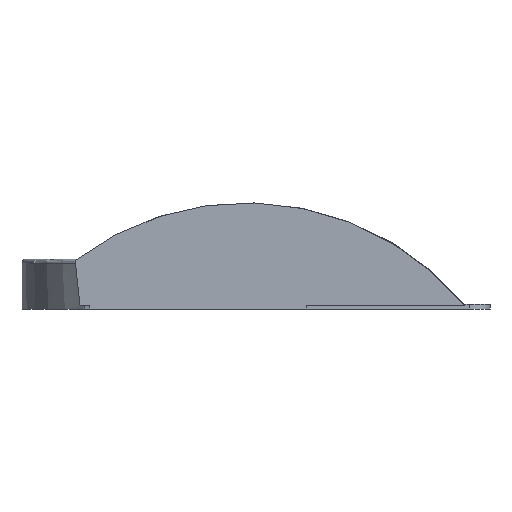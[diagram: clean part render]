
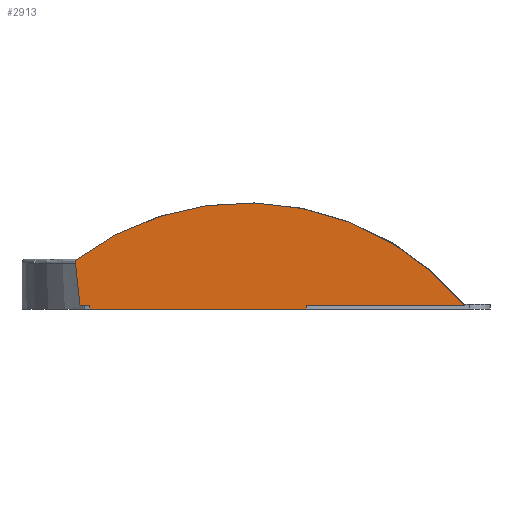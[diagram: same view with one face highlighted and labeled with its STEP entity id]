
A CAD part, left-side view. The second image highlights one B-rep face of the part: STEP entity #2913.
In plain terms, the highlighted planar face has unit normal (-1, 0, 0).
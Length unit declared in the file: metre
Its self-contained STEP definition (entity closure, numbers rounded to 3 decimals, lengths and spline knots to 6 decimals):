
#27=CIRCLE('',#3092,0.068091);
#150=ORIENTED_EDGE('',*,*,#959,.F.);
#151=ORIENTED_EDGE('',*,*,#973,.F.);
#152=ORIENTED_EDGE('',*,*,#1001,.T.);
#153=ORIENTED_EDGE('',*,*,#1002,.F.);
#154=ORIENTED_EDGE('',*,*,#1003,.F.);
#155=ORIENTED_EDGE('',*,*,#980,.T.);
#156=ORIENTED_EDGE('',*,*,#1004,.T.);
#959=EDGE_CURVE('',#1389,#1390,#1677,.T.);
#973=EDGE_CURVE('',#1401,#1389,#1688,.T.);
#980=EDGE_CURVE('',#1408,#1409,#1692,.T.);
#1001=EDGE_CURVE('',#1401,#1423,#27,.T.);
#1002=EDGE_CURVE('',#1424,#1423,#1705,.T.);
#1003=EDGE_CURVE('',#1408,#1424,#1706,.T.);
#1004=EDGE_CURVE('',#1409,#1390,#1707,.T.);
#1389=VERTEX_POINT('',#4084);
#1390=VERTEX_POINT('',#4086);
#1401=VERTEX_POINT('',#4113);
#1408=VERTEX_POINT('',#4130);
#1409=VERTEX_POINT('',#4131);
#1423=VERTEX_POINT('',#4193);
#1424=VERTEX_POINT('',#4195);
#1677=LINE('',#4085,#2047);
#1688=LINE('',#4114,#2058);
#1692=LINE('',#4129,#2062);
#1705=LINE('',#4194,#2075);
#1706=LINE('',#4196,#2076);
#1707=LINE('',#4197,#2077);
#2047=VECTOR('',#3290,1.);
#2058=VECTOR('',#3313,1.);
#2062=VECTOR('',#3327,1.);
#2075=VECTOR('',#3356,1.);
#2076=VECTOR('',#3357,1.);
#2077=VECTOR('',#3358,1.);
#2425=EDGE_LOOP('',(#150,#151,#152,#153,#154,#155,#156));
#2603=FACE_BOUND('',#2425,.T.);
#2778=PLANE('',#3091);
#2913=ADVANCED_FACE('',(#2603),#2778,.F.);
#3091=AXIS2_PLACEMENT_3D('',#4191,#3352,#3353);
#3092=AXIS2_PLACEMENT_3D('',#4192,#3354,#3355);
#3290=DIRECTION('',(0.,0.,-1.));
#3313=DIRECTION('',(0.,1.,0.));
#3327=DIRECTION('',(0.,0.,-1.));
#3352=DIRECTION('',(1.,0.,0.));
#3353=DIRECTION('',(0.,1.,0.));
#3354=DIRECTION('',(-1.,0.,0.));
#3355=DIRECTION('',(0.,-1.,0.));
#3356=DIRECTION('',(0.,0.109,0.994));
#3357=DIRECTION('',(0.,1.,0.));
#3358=DIRECTION('',(0.,-1.,0.));
#4084=CARTESIAN_POINT('',(-0.027245,0.019731,0.000875));
#4085=CARTESIAN_POINT('',(-0.027245,0.019731,0.012));
#4086=CARTESIAN_POINT('',(-0.027245,0.019731,0.));
#4113=CARTESIAN_POINT('',(-0.027245,-0.018296,0.000875));
#4114=CARTESIAN_POINT('',(-0.027245,0.027876,0.000875));
#4129=CARTESIAN_POINT('',(-0.027244,0.071781,0.012));
#4130=CARTESIAN_POINT('',(-0.027244,0.071781,0.000875));
#4131=CARTESIAN_POINT('',(-0.027244,0.071781,0.));
#4191=CARTESIAN_POINT('',(-0.027244,0.045756,0.012));
#4192=CARTESIAN_POINT('',(-0.027245,0.034125,-0.04258));
#4193=CARTESIAN_POINT('',(-0.027244,0.075238,0.011698));
#4194=CARTESIAN_POINT('',(-0.027244,0.074643,0.006287));
#4195=CARTESIAN_POINT('',(-0.027244,0.074049,0.000875));
#4196=CARTESIAN_POINT('',(-0.027245,0.027876,0.000875));
#4197=CARTESIAN_POINT('',(-0.027244,0.045756,0.));
